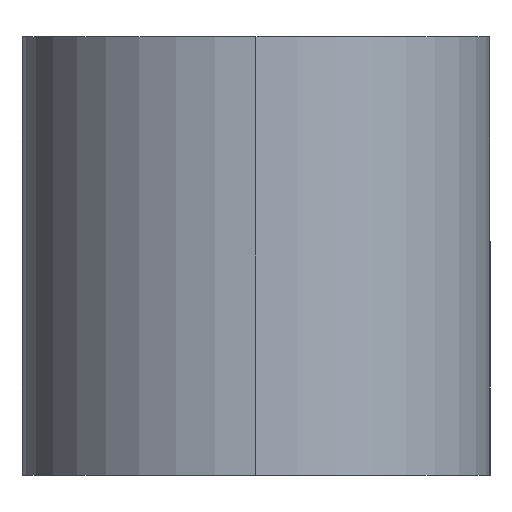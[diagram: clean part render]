
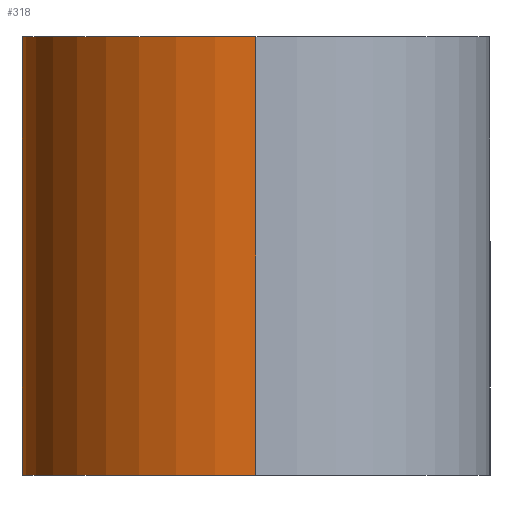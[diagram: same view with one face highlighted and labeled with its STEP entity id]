
A CAD part, left-side view. The second image highlights one B-rep face of the part: STEP entity #318.
In plain terms, the highlighted cylindrical face has radius 4 mm (diameter 8 mm), a partial arc.
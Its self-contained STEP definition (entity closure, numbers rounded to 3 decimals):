
#13 = CARTESIAN_POINT ( 'NONE',  ( -25., 4., 4. ) ) ;
#14 = ORIENTED_EDGE ( 'NONE', *, *, #216, .T. ) ;
#26 = EDGE_CURVE ( 'NONE', #151, #280, #193, .T. ) ;
#27 = CARTESIAN_POINT ( 'NONE',  ( -21., 0., 4. ) ) ;
#41 = VERTEX_POINT ( 'NONE', #133 ) ;
#48 = DIRECTION ( 'NONE',  ( 0., 0., -1. ) ) ;
#51 = DIRECTION ( 'NONE',  ( 0., 0., 1. ) ) ;
#58 = EDGE_LOOP ( 'NONE', ( #407, #184, #186, #14, #59, #379 ) ) ;
#59 = ORIENTED_EDGE ( 'NONE', *, *, #369, .T. ) ;
#61 = VERTEX_POINT ( 'NONE', #126 ) ;
#87 = VERTEX_POINT ( 'NONE', #129 ) ;
#90 = AXIS2_PLACEMENT_3D ( 'NONE', #272, #114, #183 ) ;
#94 = EDGE_CURVE ( 'NONE', #41, #87, #360, .T. ) ;
#110 = CARTESIAN_POINT ( 'NONE',  ( -25., 0., 4. ) ) ;
#114 = DIRECTION ( 'NONE',  ( 0., 0., 1. ) ) ;
#126 = CARTESIAN_POINT ( 'NONE',  ( -25., 4., 0. ) ) ;
#129 = CARTESIAN_POINT ( 'NONE',  ( -25., 4., 4. ) ) ;
#133 = CARTESIAN_POINT ( 'NONE',  ( -21., 0., 4. ) ) ;
#141 = DIRECTION ( 'NONE',  ( 0., 0., -1. ) ) ;
#142 = LINE ( 'NONE', #27, #330 ) ;
#145 = AXIS2_PLACEMENT_3D ( 'NONE', #243, #51, #180 ) ;
#146 = CARTESIAN_POINT ( 'NONE',  ( -29., 0., 0. ) ) ;
#151 = VERTEX_POINT ( 'NONE', #338 ) ;
#178 = VECTOR ( 'NONE', #327, 1000. ) ;
#180 = DIRECTION ( 'NONE',  ( 1., 0., 0. ) ) ;
#183 = DIRECTION ( 'NONE',  ( 1., 0., 0. ) ) ;
#184 = ORIENTED_EDGE ( 'NONE', *, *, #320, .T. ) ;
#186 = ORIENTED_EDGE ( 'NONE', *, *, #94, .T. ) ;
#191 = VECTOR ( 'NONE', #141, 1000. ) ;
#193 = LINE ( 'NONE', #296, #178 ) ;
#199 = AXIS2_PLACEMENT_3D ( 'NONE', #110, #48, #376 ) ;
#205 = DIRECTION ( 'NONE',  ( 0., 0., 1. ) ) ;
#216 = EDGE_CURVE ( 'NONE', #87, #61, #331, .T. ) ;
#237 = CIRCLE ( 'NONE', #145, 4. ) ;
#242 = DIRECTION ( 'NONE',  ( 0., 0., -1. ) ) ;
#243 = CARTESIAN_POINT ( 'NONE',  ( -25., 0., 0. ) ) ;
#255 = EDGE_CURVE ( 'NONE', #262, #151, #257, .T. ) ;
#257 = CIRCLE ( 'NONE', #90, 4. ) ;
#262 = VERTEX_POINT ( 'NONE', #313 ) ;
#272 = CARTESIAN_POINT ( 'NONE',  ( -25., 0., 7.5 ) ) ;
#280 = VERTEX_POINT ( 'NONE', #146 ) ;
#288 = AXIS2_PLACEMENT_3D ( 'NONE', #384, #205, #394 ) ;
#296 = CARTESIAN_POINT ( 'NONE',  ( -29., 0., 4. ) ) ;
#313 = CARTESIAN_POINT ( 'NONE',  ( -21., 0., 7.5 ) ) ;
#318 = ADVANCED_FACE ( 'NONE', ( #405 ), #339, .T. ) ;
#320 = EDGE_CURVE ( 'NONE', #262, #41, #142, .T. ) ;
#327 = DIRECTION ( 'NONE',  ( 0., 0., -1. ) ) ;
#330 = VECTOR ( 'NONE', #242, 1000. ) ;
#331 = LINE ( 'NONE', #13, #191 ) ;
#338 = CARTESIAN_POINT ( 'NONE',  ( -29., 0., 7.5 ) ) ;
#339 = CYLINDRICAL_SURFACE ( 'NONE', #199, 4. ) ;
#360 = CIRCLE ( 'NONE', #288, 4. ) ;
#369 = EDGE_CURVE ( 'NONE', #61, #280, #237, .T. ) ;
#376 = DIRECTION ( 'NONE',  ( -1., 0., 0. ) ) ;
#379 = ORIENTED_EDGE ( 'NONE', *, *, #26, .F. ) ;
#384 = CARTESIAN_POINT ( 'NONE',  ( -25., 0., 4. ) ) ;
#394 = DIRECTION ( 'NONE',  ( 1., 0., 0. ) ) ;
#405 = FACE_OUTER_BOUND ( 'NONE', #58, .T. ) ;
#407 = ORIENTED_EDGE ( 'NONE', *, *, #255, .F. ) ;
